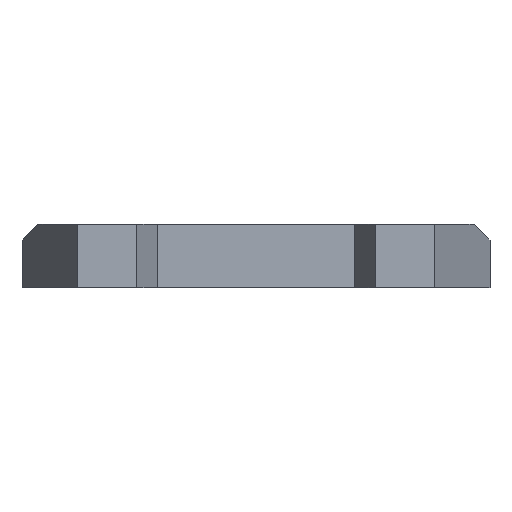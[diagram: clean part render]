
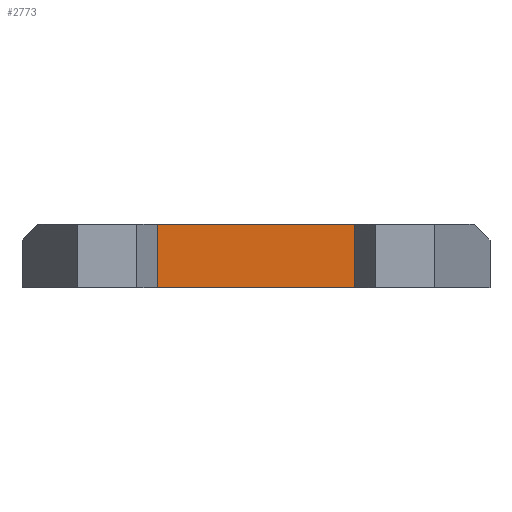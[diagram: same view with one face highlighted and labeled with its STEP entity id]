
A CAD part, front view. The second image highlights one B-rep face of the part: STEP entity #2773.
In plain terms, the highlighted planar face has unit normal (0, -1, 0).
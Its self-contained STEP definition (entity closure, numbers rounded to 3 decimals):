
#33 = CARTESIAN_POINT ( 'NONE',  ( 9.276, -38.35, 0. ) ) ;
#157 = DIRECTION ( 'NONE',  ( 0., 1., 0. ) ) ;
#347 = DIRECTION ( 'NONE',  ( 1., 0., 0. ) ) ;
#379 = EDGE_CURVE ( 'NONE', #1988, #441, #1395, .T. ) ;
#388 = CARTESIAN_POINT ( 'NONE',  ( -9.276, -38.35, 0. ) ) ;
#391 = PLANE ( 'NONE',  #1444 ) ;
#441 = VERTEX_POINT ( 'NONE', #33 ) ;
#558 = CARTESIAN_POINT ( 'NONE',  ( -9.276, -38.35, 6. ) ) ;
#769 = EDGE_CURVE ( 'NONE', #1887, #1988, #2969, .T. ) ;
#894 = DIRECTION ( 'NONE',  ( 0., 0., -1. ) ) ;
#1004 = LINE ( 'NONE', #1016, #1396 ) ;
#1016 = CARTESIAN_POINT ( 'NONE',  ( -4.638, -38.35, 6. ) ) ;
#1140 = VECTOR ( 'NONE', #2756, 1000. ) ;
#1175 = VECTOR ( 'NONE', #2589, 1000. ) ;
#1316 = FACE_OUTER_BOUND ( 'NONE', #1814, .T. ) ;
#1364 = CARTESIAN_POINT ( 'NONE',  ( -4.638, -38.35, 6. ) ) ;
#1395 = LINE ( 'NONE', #3105, #1175 ) ;
#1396 = VECTOR ( 'NONE', #2479, 1000. ) ;
#1444 = AXIS2_PLACEMENT_3D ( 'NONE', #1364, #157, #347 ) ;
#1806 = VERTEX_POINT ( 'NONE', #2419 ) ;
#1814 = EDGE_LOOP ( 'NONE', ( #2966, #2760, #1985, #2208 ) ) ;
#1887 = VERTEX_POINT ( 'NONE', #558 ) ;
#1985 = ORIENTED_EDGE ( 'NONE', *, *, #2949, .F. ) ;
#1988 = VERTEX_POINT ( 'NONE', #388 ) ;
#2208 = ORIENTED_EDGE ( 'NONE', *, *, #769, .T. ) ;
#2419 = CARTESIAN_POINT ( 'NONE',  ( 9.276, -38.35, 6. ) ) ;
#2479 = DIRECTION ( 'NONE',  ( 1., 0., 0. ) ) ;
#2533 = LINE ( 'NONE', #2564, #1140 ) ;
#2564 = CARTESIAN_POINT ( 'NONE',  ( 9.276, -38.35, 6. ) ) ;
#2589 = DIRECTION ( 'NONE',  ( 1., 0., 0. ) ) ;
#2594 = CARTESIAN_POINT ( 'NONE',  ( -9.276, -38.35, 6. ) ) ;
#2756 = DIRECTION ( 'NONE',  ( 0., 0., -1. ) ) ;
#2760 = ORIENTED_EDGE ( 'NONE', *, *, #2772, .F. ) ;
#2772 = EDGE_CURVE ( 'NONE', #1806, #441, #2533, .T. ) ;
#2773 = ADVANCED_FACE ( 'NONE', ( #1316 ), #391, .F. ) ;
#2949 = EDGE_CURVE ( 'NONE', #1887, #1806, #1004, .T. ) ;
#2966 = ORIENTED_EDGE ( 'NONE', *, *, #379, .T. ) ;
#2969 = LINE ( 'NONE', #2594, #3002 ) ;
#3002 = VECTOR ( 'NONE', #894, 1000. ) ;
#3105 = CARTESIAN_POINT ( 'NONE',  ( -4.638, -38.35, 0. ) ) ;
